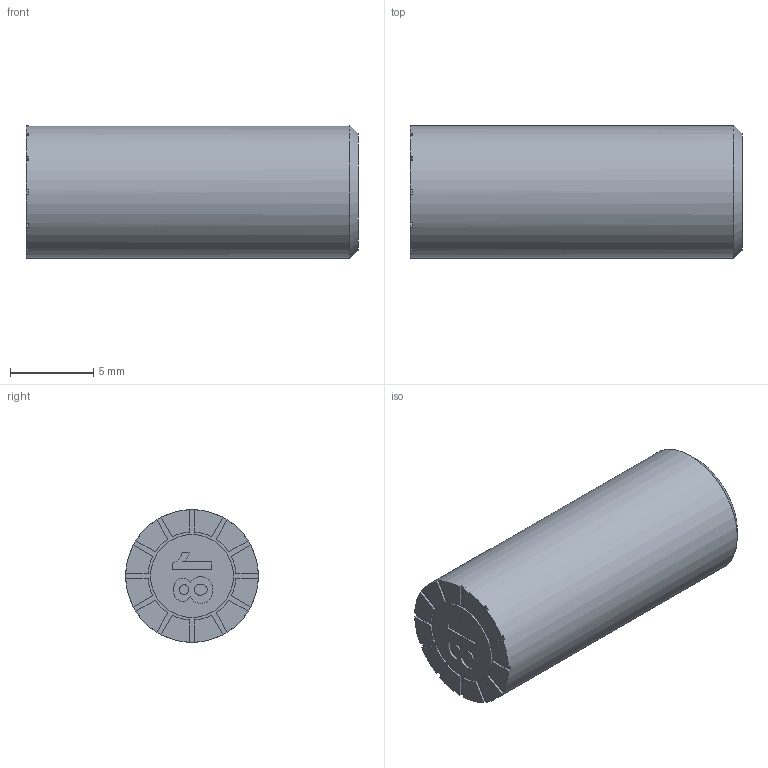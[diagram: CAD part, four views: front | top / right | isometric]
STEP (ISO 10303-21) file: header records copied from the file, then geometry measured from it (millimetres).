
FILE_DESCRIPTION(/* description */ ('STEP AP214'),/* implementation_level */ '2;1');
FILE_NAME(/* name */ 'EDA-E 8+Year+6',/* time_stamp */ '2024-01-31T10:11:22+01:00',/* author */ ('License CC BY-ND 4.0'),/* organization */ ('CADENAS'),/* preprocessor_version */ 'ST-DEVELOPER v19.3',/* originating_system */ 'PARTsolutions',/* authorisation */ ' ');
FILE_SCHEMA (('AUTOMOTIVE_DESIGN {1 0 10303 214 3 1 1}'));
Length unit declared in the file: millimetre
Products named in the file (1): EDA-E 8+Year+6
Bounding box: 20 x 8 x 8 mm (x, y, z)
Volume: 956.5 mm3; surface area: 676 mm2
Topology: 1 solids, 1 shells, 82 faces, 222 edges, 147 vertices
Faces by surface type: plane 49, cylinder 30, cone 3
Full cylindrical faces by diameter (mm): 2.459 x1, 5 x1, 8 x1
Entity records: 2593 total; most frequent: DIRECTION 465, CARTESIAN_POINT 443, ORIENTED_EDGE 428, EDGE_CURVE 214, AXIS2_PLACEMENT_3D 168, VERTEX_POINT 146, LINE 129, VECTOR 129
